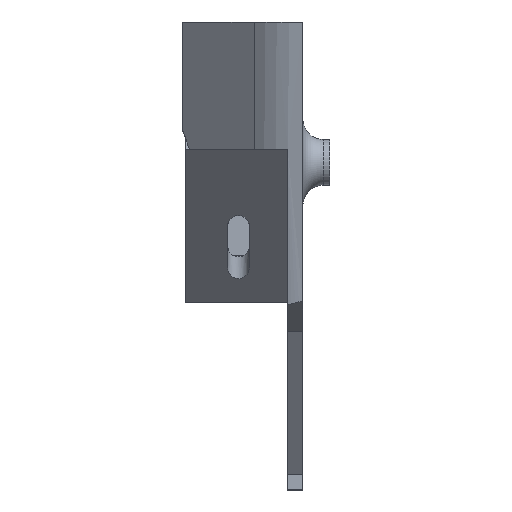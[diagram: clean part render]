
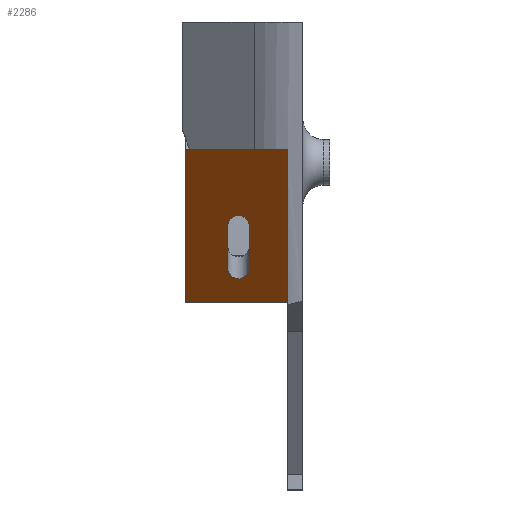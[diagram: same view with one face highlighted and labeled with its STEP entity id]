
A CAD part, top view. The second image highlights one B-rep face of the part: STEP entity #2286.
In plain terms, the highlighted planar face has unit normal (0, -0.701, 0.713).
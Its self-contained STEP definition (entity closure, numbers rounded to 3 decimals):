
#50=ELLIPSE('',#2503,2.994,2.1);
#52=ELLIPSE('',#2507,2.994,2.1);
#72=FACE_BOUND('',#369,.T.);
#131=PLANE('',#2526);
#233=FACE_OUTER_BOUND('',#368,.T.);
#368=EDGE_LOOP('',(#1938,#1939,#1940,#1941));
#369=EDGE_LOOP('',(#1942,#1943,#1944,#1945));
#480=LINE('',#3411,#728);
#521=LINE('',#3516,#769);
#572=LINE('',#3630,#820);
#590=LINE('',#3679,#838);
#594=LINE('',#3689,#842);
#613=LINE('',#3738,#861);
#728=VECTOR('',#2741,10.);
#769=VECTOR('',#2820,10.);
#820=VECTOR('',#2925,10.);
#838=VECTOR('',#2973,10.);
#842=VECTOR('',#2985,10.);
#861=VECTOR('',#3040,10.);
#1049=VERTEX_POINT('',#3408);
#1050=VERTEX_POINT('',#3410);
#1094=VERTEX_POINT('',#3513);
#1095=VERTEX_POINT('',#3515);
#1144=VERTEX_POINT('',#3670);
#1145=VERTEX_POINT('',#3672);
#1147=VERTEX_POINT('',#3678);
#1149=VERTEX_POINT('',#3684);
#1282=EDGE_CURVE('',#1049,#1050,#480,.T.);
#1334=EDGE_CURVE('',#1094,#1095,#521,.T.);
#1392=EDGE_CURVE('',#1095,#1049,#572,.T.);
#1413=EDGE_CURVE('',#1145,#1144,#50,.T.);
#1416=EDGE_CURVE('',#1147,#1145,#590,.T.);
#1419=EDGE_CURVE('',#1149,#1147,#52,.T.);
#1422=EDGE_CURVE('',#1144,#1149,#594,.T.);
#1447=EDGE_CURVE('',#1050,#1094,#613,.T.);
#1938=ORIENTED_EDGE('',*,*,#1334,.F.);
#1939=ORIENTED_EDGE('',*,*,#1447,.F.);
#1940=ORIENTED_EDGE('',*,*,#1282,.F.);
#1941=ORIENTED_EDGE('',*,*,#1392,.F.);
#1942=ORIENTED_EDGE('',*,*,#1419,.T.);
#1943=ORIENTED_EDGE('',*,*,#1416,.T.);
#1944=ORIENTED_EDGE('',*,*,#1413,.T.);
#1945=ORIENTED_EDGE('',*,*,#1422,.T.);
#2286=ADVANCED_FACE('',(#233,#72),#131,.T.);
#2503=AXIS2_PLACEMENT_3D('',#3673,#2967,#2968);
#2507=AXIS2_PLACEMENT_3D('',#3685,#2979,#2980);
#2526=AXIS2_PLACEMENT_3D('',#3737,#3038,#3039);
#2741=DIRECTION('',(0.,0.713,0.701));
#2820=DIRECTION('',(0.,-0.713,-0.701));
#2925=DIRECTION('',(-1.,0.,0.));
#2967=DIRECTION('center_axis',(0.,0.701,
-0.713));
#2968=DIRECTION('ref_axis',(0.,-0.713,-0.701));
#2973=DIRECTION('',(0.,0.713,0.701));
#2979=DIRECTION('center_axis',(0.,0.701,
-0.713));
#2980=DIRECTION('ref_axis',(0.,0.713,0.701));
#2985=DIRECTION('',(0.,-0.713,-0.701));
#3038=DIRECTION('center_axis',(0.,-0.701,
0.713));
#3039=DIRECTION('ref_axis',(0.,-0.713,-0.701));
#3040=DIRECTION('',(1.,0.,0.));
#3408=CARTESIAN_POINT('',(339.061,-11.517,34.637));
#3410=CARTESIAN_POINT('',(339.061,18.483,64.152));
#3411=CARTESIAN_POINT('',(339.061,-11.517,34.637));
#3513=CARTESIAN_POINT('',(359.073,18.483,64.152));
#3515=CARTESIAN_POINT('',(359.073,-11.517,34.637));
#3516=CARTESIAN_POINT('',(359.073,1.02,46.97));
#3630=CARTESIAN_POINT('',(359.073,-11.517,34.637));
#3670=CARTESIAN_POINT('',(351.525,3.363,49.275));
#3672=CARTESIAN_POINT('',(347.325,3.363,49.275));
#3673=CARTESIAN_POINT('Origin',(349.425,3.363,49.275));
#3678=CARTESIAN_POINT('',(347.325,-4.769,41.275));
#3679=CARTESIAN_POINT('',(347.325,15.781,61.493));
#3684=CARTESIAN_POINT('',(351.525,-4.769,41.275));
#3685=CARTESIAN_POINT('Origin',(349.425,-4.769,41.275));
#3689=CARTESIAN_POINT('',(351.525,13.781,59.526));
#3737=CARTESIAN_POINT('Origin',(339.761,18.483,64.152));
#3738=CARTESIAN_POINT('',(349.417,18.483,64.152));
